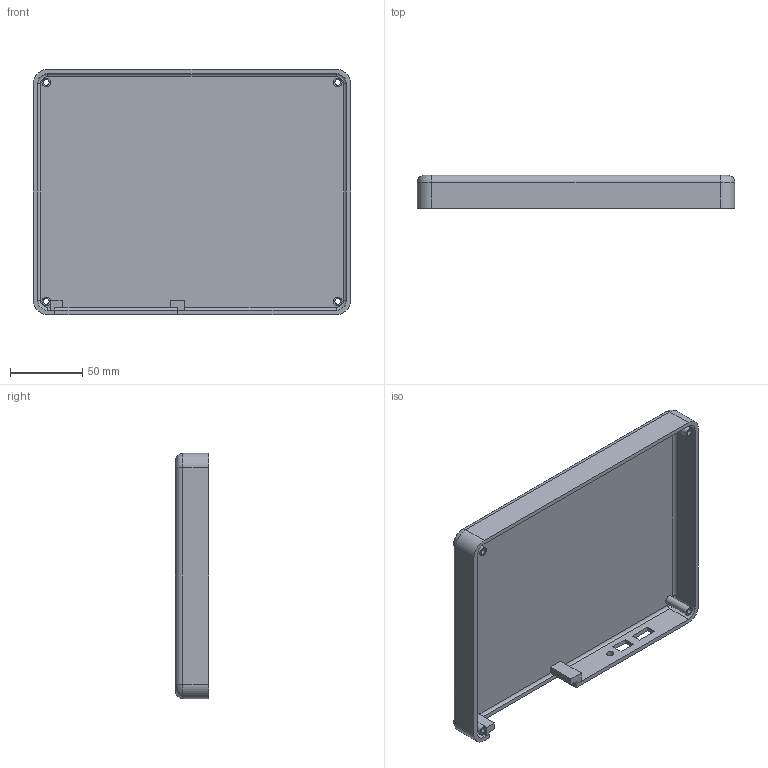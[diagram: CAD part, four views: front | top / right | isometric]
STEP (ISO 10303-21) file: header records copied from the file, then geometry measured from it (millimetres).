
FILE_DESCRIPTION(/* description */ (''),/* implementation_level */ '2;1');
FILE_NAME(/* name */ 'electronic_box.step',/* time_stamp */ '2021-06-13T12:38:21+02:00',/* author */ (''),/* organization */ (''),/* preprocessor_version */ 'ST-DEVELOPER v18.1',/* originating_system */ 'Autodesk Translation Framework v10.9.0.1377',/* authorisation */ '');
FILE_SCHEMA (('AUTOMOTIVE_DESIGN { 1 0 10303 214 3 1 1 }'));
Length unit declared in the file: millimetre
Products named in the file (1): electronic_box
Bounding box: 220 x 23 x 170 mm (x, y, z)
Volume: 151567.2 mm3; surface area: 105864.2 mm2
Topology: 3 solids, 3 shells, 91 faces, 221 edges, 140 vertices
Faces by surface type: plane 56, cylinder 27, bspline 4, torus 4
Full cylindrical faces by diameter (mm): 4 x4, 5 x1, 6 x4
Entity records: 2723 total; most frequent: CARTESIAN_POINT 485, DIRECTION 459, ORIENTED_EDGE 442, EDGE_CURVE 221, LINE 159, VECTOR 159, AXIS2_PLACEMENT_3D 150, VERTEX_POINT 140
